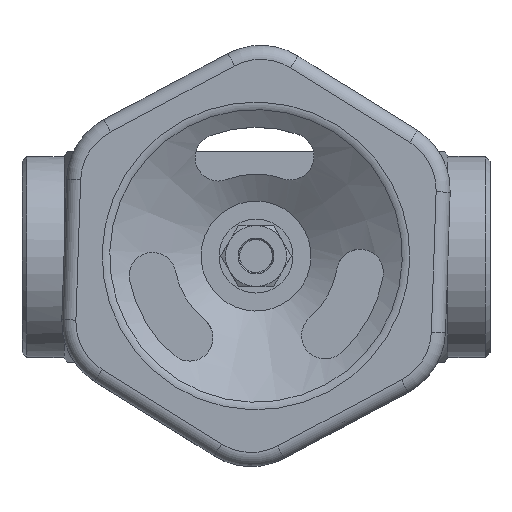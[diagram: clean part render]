
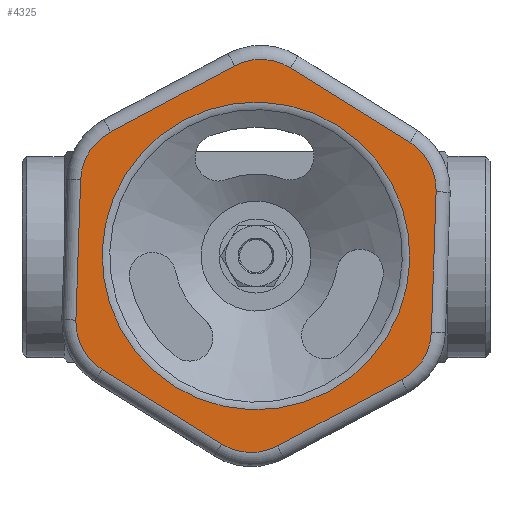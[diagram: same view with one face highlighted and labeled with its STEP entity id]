
A CAD part, top view. The second image highlights one B-rep face of the part: STEP entity #4325.
In plain terms, the highlighted planar face has unit normal (0, 0, 1).
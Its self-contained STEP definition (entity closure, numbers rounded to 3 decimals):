
#191=PLANE('',#4586);
#287=LINE('',#6187,#436);
#288=LINE('',#6192,#437);
#289=LINE('',#6196,#438);
#290=LINE('',#6200,#439);
#291=LINE('',#6204,#440);
#292=LINE('',#6208,#441);
#436=VECTOR('',#5101,1000.);
#437=VECTOR('',#5104,1000.);
#438=VECTOR('',#5107,1000.);
#439=VECTOR('',#5110,1000.);
#440=VECTOR('',#5113,1000.);
#441=VECTOR('',#5116,1000.);
#706=ORIENTED_EDGE('',*,*,#1504,.T.);
#707=ORIENTED_EDGE('',*,*,#1505,.T.);
#708=ORIENTED_EDGE('',*,*,#1506,.T.);
#709=ORIENTED_EDGE('',*,*,#1507,.T.);
#710=ORIENTED_EDGE('',*,*,#1508,.T.);
#711=ORIENTED_EDGE('',*,*,#1509,.T.);
#712=ORIENTED_EDGE('',*,*,#1510,.T.);
#713=ORIENTED_EDGE('',*,*,#1511,.T.);
#714=ORIENTED_EDGE('',*,*,#1512,.T.);
#715=ORIENTED_EDGE('',*,*,#1513,.T.);
#716=ORIENTED_EDGE('',*,*,#1514,.T.);
#717=ORIENTED_EDGE('',*,*,#1515,.T.);
#718=ORIENTED_EDGE('',*,*,#1516,.T.);
#1504=EDGE_CURVE('',#1914,#1915,#287,.T.);
#1505=EDGE_CURVE('',#1915,#1916,#2152,.T.);
#1506=EDGE_CURVE('',#1916,#1917,#288,.T.);
#1507=EDGE_CURVE('',#1917,#1918,#2153,.T.);
#1508=EDGE_CURVE('',#1918,#1919,#289,.T.);
#1509=EDGE_CURVE('',#1919,#1920,#2154,.T.);
#1510=EDGE_CURVE('',#1920,#1921,#290,.T.);
#1511=EDGE_CURVE('',#1921,#1922,#2155,.T.);
#1512=EDGE_CURVE('',#1922,#1923,#291,.T.);
#1513=EDGE_CURVE('',#1923,#1924,#2156,.T.);
#1514=EDGE_CURVE('',#1924,#1925,#292,.T.);
#1515=EDGE_CURVE('',#1925,#1914,#2157,.T.);
#1516=EDGE_CURVE('',#1926,#1926,#2158,.F.);
#1914=VERTEX_POINT('',#6188);
#1915=VERTEX_POINT('',#6189);
#1916=VERTEX_POINT('',#6191);
#1917=VERTEX_POINT('',#6193);
#1918=VERTEX_POINT('',#6195);
#1919=VERTEX_POINT('',#6197);
#1920=VERTEX_POINT('',#6199);
#1921=VERTEX_POINT('',#6201);
#1922=VERTEX_POINT('',#6203);
#1923=VERTEX_POINT('',#6205);
#1924=VERTEX_POINT('',#6207);
#1925=VERTEX_POINT('',#6209);
#1926=VERTEX_POINT('',#6212);
#2152=CIRCLE('',#4587,12.);
#2153=CIRCLE('',#4588,12.);
#2154=CIRCLE('',#4589,12.);
#2155=CIRCLE('',#4590,12.);
#2156=CIRCLE('',#4591,12.);
#2157=CIRCLE('',#4592,12.);
#2158=CIRCLE('',#4593,32.88);
#2337=EDGE_LOOP('',(#706,#707,#708,#709,#710,#711,#712,#713,#714,#715,#716,
#717));
#2338=EDGE_LOOP('',(#718));
#2596=FACE_BOUND('',#2337,.T.);
#2597=FACE_BOUND('',#2338,.T.);
#4325=ADVANCED_FACE('',(#2596,#2597),#191,.T.);
#4586=AXIS2_PLACEMENT_3D('',#6186,#5099,#5100);
#4587=AXIS2_PLACEMENT_3D('',#6190,#5102,#5103);
#4588=AXIS2_PLACEMENT_3D('',#6194,#5105,#5106);
#4589=AXIS2_PLACEMENT_3D('',#6198,#5108,#5109);
#4590=AXIS2_PLACEMENT_3D('',#6202,#5111,#5112);
#4591=AXIS2_PLACEMENT_3D('',#6206,#5114,#5115);
#4592=AXIS2_PLACEMENT_3D('',#6210,#5117,#5118);
#4593=AXIS2_PLACEMENT_3D('',#6211,#5119,#5120);
#5099=DIRECTION('',(0.,0.,1.));
#5100=DIRECTION('',(0.999,-0.034,0.));
#5101=DIRECTION('',(-0.034,-0.999,0.));
#5102=DIRECTION('',(0.,0.,1.));
#5103=DIRECTION('',(0.999,-0.034,0.));
#5104=DIRECTION('',(0.849,-0.529,0.));
#5105=DIRECTION('',(0.,0.,1.));
#5106=DIRECTION('',(0.999,-0.034,0.));
#5107=DIRECTION('',(0.883,0.47,0.));
#5108=DIRECTION('',(0.,0.,1.));
#5109=DIRECTION('',(0.999,-0.034,0.));
#5110=DIRECTION('',(0.034,0.999,0.));
#5111=DIRECTION('',(0.,0.,1.));
#5112=DIRECTION('',(0.999,-0.034,0.));
#5113=DIRECTION('',(-0.849,0.529,0.));
#5114=DIRECTION('',(0.,0.,1.));
#5115=DIRECTION('',(0.999,-0.034,0.));
#5116=DIRECTION('',(-0.883,-0.47,0.));
#5117=DIRECTION('',(0.,0.,1.));
#5118=DIRECTION('',(0.999,-0.034,0.));
#5119=DIRECTION('',(0.,0.,1.));
#5120=DIRECTION('',(0.999,-0.034,0.));
#6186=CARTESIAN_POINT('',(1.608,47.315,134.098));
#6187=CARTESIAN_POINT('',(-38.488,-13.712,134.098));
#6188=CARTESIAN_POINT('',(-37.468,16.293,134.098));
#6189=CARTESIAN_POINT('',(-38.488,-13.712,134.098));
#6190=CARTESIAN_POINT('',(-26.495,-14.119,134.098));
#6191=CARTESIAN_POINT('',(-32.844,-24.302,134.098));
#6192=CARTESIAN_POINT('',(-7.369,-40.187,134.098));
#6193=CARTESIAN_POINT('',(-7.369,-40.187,134.098));
#6194=CARTESIAN_POINT('',(-1.02,-30.005,134.098));
#6195=CARTESIAN_POINT('',(4.624,-40.595,134.098));
#6196=CARTESIAN_POINT('',(31.119,-26.476,134.098));
#6197=CARTESIAN_POINT('',(31.119,-26.476,134.098));
#6198=CARTESIAN_POINT('',(25.475,-15.886,134.098));
#6199=CARTESIAN_POINT('',(37.468,-16.293,134.098));
#6200=CARTESIAN_POINT('',(38.488,13.712,134.098));
#6201=CARTESIAN_POINT('',(38.488,13.712,134.098));
#6202=CARTESIAN_POINT('',(26.495,14.119,134.098));
#6203=CARTESIAN_POINT('',(32.844,24.302,134.098));
#6204=CARTESIAN_POINT('',(7.369,40.187,134.098));
#6205=CARTESIAN_POINT('',(7.369,40.187,134.098));
#6206=CARTESIAN_POINT('',(1.02,30.005,134.098));
#6207=CARTESIAN_POINT('',(-4.624,40.595,134.098));
#6208=CARTESIAN_POINT('',(-31.119,26.476,134.098));
#6209=CARTESIAN_POINT('',(-31.119,26.476,134.098));
#6210=CARTESIAN_POINT('',(-25.475,15.886,134.098));
#6211=CARTESIAN_POINT('',(0.,0.,134.098));
#6212=CARTESIAN_POINT('',(32.861,-1.117,134.098));
